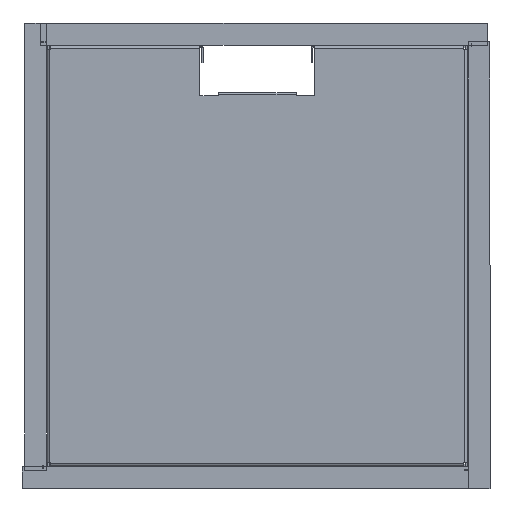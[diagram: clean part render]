
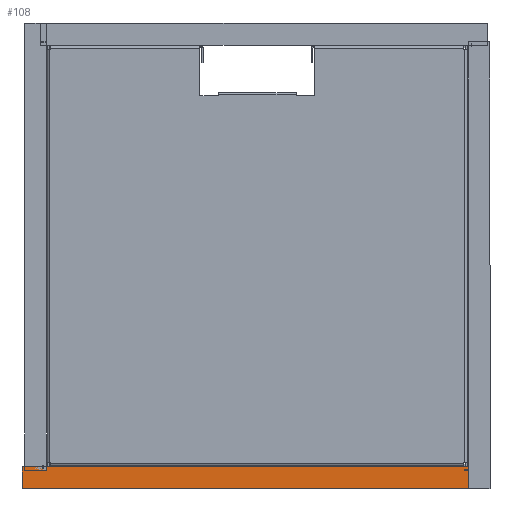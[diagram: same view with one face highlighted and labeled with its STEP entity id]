
A CAD part, front view. The second image highlights one B-rep face of the part: STEP entity #108.
In plain terms, the highlighted planar face has unit normal (0, -1, 0).
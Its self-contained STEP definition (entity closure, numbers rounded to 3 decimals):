
#5 = VECTOR ( 'NONE', #1148, 1000. ) ;
#43 = CARTESIAN_POINT ( 'NONE',  ( 0., 0., 406.8 ) ) ;
#92 = VERTEX_POINT ( 'NONE', #2854 ) ;
#108 = ADVANCED_FACE ( 'NONE', ( #855 ), #668, .F. ) ;
#111 = DIRECTION ( 'NONE',  ( 0., 0., 1. ) ) ;
#202 = LINE ( 'NONE', #3001, #5 ) ;
#205 = CARTESIAN_POINT ( 'NONE',  ( 16.8, 0., 4. ) ) ;
#234 = ORIENTED_EDGE ( 'NONE', *, *, #1564, .T. ) ;
#287 = LINE ( 'NONE', #1604, #3425 ) ;
#366 = VECTOR ( 'NONE', #653, 1000. ) ;
#525 = LINE ( 'NONE', #1430, #3641 ) ;
#637 = VECTOR ( 'NONE', #3199, 1000. ) ;
#653 = DIRECTION ( 'NONE',  ( 1., 0., 0. ) ) ;
#665 = EDGE_LOOP ( 'NONE', ( #1732, #1630, #2446, #3673, #2158, #3170, #2137, #234 ) ) ;
#668 = PLANE ( 'NONE',  #894 ) ;
#753 = CARTESIAN_POINT ( 'NONE',  ( 0., 0., 0. ) ) ;
#754 = CARTESIAN_POINT ( 'NONE',  ( 0., 0., 406.8 ) ) ;
#786 = CARTESIAN_POINT ( 'NONE',  ( 17.15, 0., 4. ) ) ;
#845 = EDGE_CURVE ( 'NONE', #92, #3079, #3159, .T. ) ;
#855 = FACE_OUTER_BOUND ( 'NONE', #665, .T. ) ;
#894 = AXIS2_PLACEMENT_3D ( 'NONE', #3742, #2259, #111 ) ;
#918 = VERTEX_POINT ( 'NONE', #786 ) ;
#1148 = DIRECTION ( 'NONE',  ( 0., 0., -1. ) ) ;
#1291 = CARTESIAN_POINT ( 'NONE',  ( -4.272, 0., 4. ) ) ;
#1372 = DIRECTION ( 'NONE',  ( 1., 0., 0. ) ) ;
#1387 = VERTEX_POINT ( 'NONE', #754 ) ;
#1430 = CARTESIAN_POINT ( 'NONE',  ( 0., 0., 0. ) ) ;
#1455 = DIRECTION ( 'NONE',  ( 1., 0., 0. ) ) ;
#1516 = LINE ( 'NONE', #1291, #3107 ) ;
#1526 = VERTEX_POINT ( 'NONE', #205 ) ;
#1564 = EDGE_CURVE ( 'NONE', #1526, #918, #1516, .T. ) ;
#1593 = DIRECTION ( 'NONE',  ( 1., 0., 0. ) ) ;
#1604 = CARTESIAN_POINT ( 'NONE',  ( 0., 0., 0. ) ) ;
#1630 = ORIENTED_EDGE ( 'NONE', *, *, #2821, .T. ) ;
#1652 = CARTESIAN_POINT ( 'NONE',  ( 20., 0., 0. ) ) ;
#1674 = VECTOR ( 'NONE', #3559, 1000. ) ;
#1732 = ORIENTED_EDGE ( 'NONE', *, *, #1735, .T. ) ;
#1735 = EDGE_CURVE ( 'NONE', #918, #1825, #202, .T. ) ;
#1825 = VERTEX_POINT ( 'NONE', #3809 ) ;
#1918 = VERTEX_POINT ( 'NONE', #2173 ) ;
#2008 = LINE ( 'NONE', #43, #366 ) ;
#2122 = EDGE_CURVE ( 'NONE', #2852, #1918, #287, .T. ) ;
#2137 = ORIENTED_EDGE ( 'NONE', *, *, #2253, .T. ) ;
#2158 = ORIENTED_EDGE ( 'NONE', *, *, #3386, .T. ) ;
#2173 = CARTESIAN_POINT ( 'NONE',  ( 16.8, 0., 0. ) ) ;
#2253 = EDGE_CURVE ( 'NONE', #1918, #1526, #2266, .T. ) ;
#2259 = DIRECTION ( 'NONE',  ( 0., 1., 0. ) ) ;
#2266 = LINE ( 'NONE', #2382, #637 ) ;
#2282 = CARTESIAN_POINT ( 'NONE',  ( 20., 0., 406.8 ) ) ;
#2367 = VECTOR ( 'NONE', #2583, 1000. ) ;
#2382 = CARTESIAN_POINT ( 'NONE',  ( 16.8, 0., 4. ) ) ;
#2444 = CARTESIAN_POINT ( 'NONE',  ( 0., 0., 406.8 ) ) ;
#2446 = ORIENTED_EDGE ( 'NONE', *, *, #845, .F. ) ;
#2583 = DIRECTION ( 'NONE',  ( 0., 0., -1. ) ) ;
#2821 = EDGE_CURVE ( 'NONE', #1825, #3079, #525, .T. ) ;
#2852 = VERTEX_POINT ( 'NONE', #753 ) ;
#2854 = CARTESIAN_POINT ( 'NONE',  ( 20., 0., 406.8 ) ) ;
#3001 = CARTESIAN_POINT ( 'NONE',  ( 17.15, 0., 4. ) ) ;
#3079 = VERTEX_POINT ( 'NONE', #1652 ) ;
#3107 = VECTOR ( 'NONE', #1372, 1000. ) ;
#3159 = LINE ( 'NONE', #2282, #2367 ) ;
#3170 = ORIENTED_EDGE ( 'NONE', *, *, #2122, .T. ) ;
#3199 = DIRECTION ( 'NONE',  ( 0., 0., 1. ) ) ;
#3386 = EDGE_CURVE ( 'NONE', #1387, #2852, #3686, .T. ) ;
#3425 = VECTOR ( 'NONE', #1593, 1000. ) ;
#3559 = DIRECTION ( 'NONE',  ( 0., 0., -1. ) ) ;
#3641 = VECTOR ( 'NONE', #1455, 1000. ) ;
#3673 = ORIENTED_EDGE ( 'NONE', *, *, #3867, .F. ) ;
#3686 = LINE ( 'NONE', #2444, #1674 ) ;
#3742 = CARTESIAN_POINT ( 'NONE',  ( 0., 0., 406.8 ) ) ;
#3809 = CARTESIAN_POINT ( 'NONE',  ( 17.15, 0., 0. ) ) ;
#3867 = EDGE_CURVE ( 'NONE', #1387, #92, #2008, .T. ) ;
